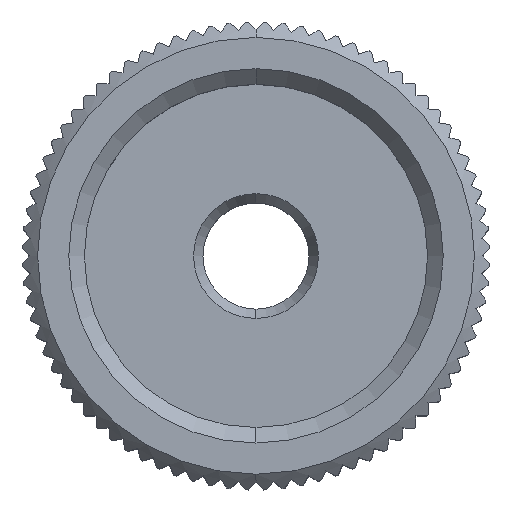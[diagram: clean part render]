
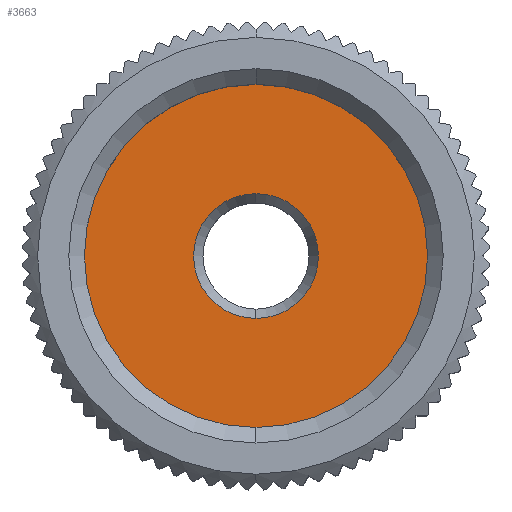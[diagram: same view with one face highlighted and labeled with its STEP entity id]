
A CAD part, top view. The second image highlights one B-rep face of the part: STEP entity #3663.
In plain terms, the highlighted planar face has unit normal (0, 0, 1).
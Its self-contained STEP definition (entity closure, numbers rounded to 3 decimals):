
#1649=VERTEX_POINT('',#4748);
#2933=EDGE_CURVE('',#1649,#4215,#6136,.T.);
#2985=VERTEX_POINT('',#6195);
#3663=ADVANCED_FACE('',(#6936,#6937),#6938,.T.);
#3797=EDGE_CURVE('',#4215,#1649,#7078,.T.);
#3891=EDGE_CURVE('',#3939,#2985,#7183,.T.);
#3939=VERTEX_POINT('',#7237);
#4215=VERTEX_POINT('',#7535);
#4311=EDGE_CURVE('',#2985,#3939,#7637,.T.);
#4748=CARTESIAN_POINT('',(0.,-4.,10.));
#6136=CIRCLE('',#11014,4.0);
#6195=CARTESIAN_POINT('',(0.,-11.0,10.));
#6936=FACE_BOUND('',#12819,.T.);
#6937=FACE_OUTER_BOUND('',#12820,.T.);
#6938=PLANE('',#12821);
#7078=CIRCLE('',#13158,4.0);
#7183=CIRCLE('',#13387,11.0);
#7237=CARTESIAN_POINT('',(0.,11.,10.));
#7535=CARTESIAN_POINT('',(0.,4.,10.));
#7637=CIRCLE('',#14439,11.0);
#11014=AXIS2_PLACEMENT_3D('',#16764,#16765,#16766);
#12819=EDGE_LOOP('',(#17622,#17623));
#12820=EDGE_LOOP('',(#17624,#17625));
#12821=AXIS2_PLACEMENT_3D('',#17626,#17627,#17628);
#13158=AXIS2_PLACEMENT_3D('',#17705,#17706,#17707);
#13387=AXIS2_PLACEMENT_3D('',#17815,#17816,#17817);
#14439=AXIS2_PLACEMENT_3D('',#18205,#18206,#18207);
#16764=CARTESIAN_POINT('',(0.,0.,10.));
#16765=DIRECTION('',(0.,0.,1.0));
#16766=DIRECTION('',(0.,-1.0,0.));
#17622=ORIENTED_EDGE('',*,*,#2933,.F.);
#17623=ORIENTED_EDGE('',*,*,#3797,.F.);
#17624=ORIENTED_EDGE('',*,*,#4311,.T.);
#17625=ORIENTED_EDGE('',*,*,#3891,.T.);
#17626=CARTESIAN_POINT('',(0.,-7.5,10.));
#17627=DIRECTION('',(0.,0.,1.0));
#17628=DIRECTION('',(0.,-1.0,0.0));
#17705=CARTESIAN_POINT('',(0.,0.,10.));
#17706=DIRECTION('',(0.,0.,1.0));
#17707=DIRECTION('',(0.,-1.0,0.));
#17815=CARTESIAN_POINT('',(0.,0.,10.));
#17816=DIRECTION('',(0.,0.,1.0));
#17817=DIRECTION('',(0.,-1.0,0.));
#18205=CARTESIAN_POINT('',(0.,0.,10.));
#18206=DIRECTION('',(0.,0.,1.0));
#18207=DIRECTION('',(0.,-1.0,0.));
